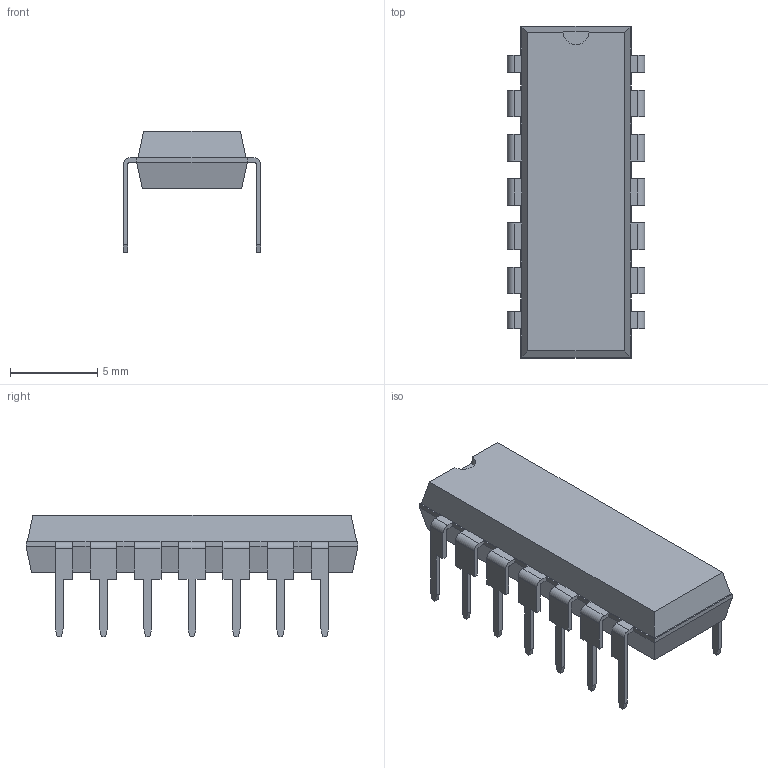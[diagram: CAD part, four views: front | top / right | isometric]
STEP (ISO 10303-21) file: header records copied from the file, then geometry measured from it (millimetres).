
FILE_DESCRIPTION(/* description */ ('model of DIP-14_W7.62mm'),/* implementation_level */ '2;1');
FILE_NAME(/* name */ 'DIP-14_W7.62mm.step',/* time_stamp */ '2017-03-07T01:32:18',/* author */ ('kicad StepUp','ksu'),/* organization */ ('FreeCAD'),/* preprocessor_version */ 'OCC',/* originating_system */ 'kicad StepUp',/* authorisation */ '');
FILE_SCHEMA(('AUTOMOTIVE_DESIGN_CC2 { 1 2 10303 214 -1 1 5 4 }'));
Length unit declared in the file: millimetre
Products named in the file (1): DIP-14_W7.62mm
Bounding box: 7.87 x 19.05 x 6.98 mm (x, y, z)
Volume: 386.2 mm3; surface area: 556.6 mm2
Topology: 1 solids, 1 shells, 250 faces, 678 edges, 430 vertices
Faces by surface type: plane 195, cylinder 29, bspline 26
Entity records: 9715 total; most frequent: CARTESIAN_POINT 1753, ORIENTED_EDGE 1356, DIRECTION 1169, EDGE_CURVE 678, LINE 599, VECTOR 599, VERTEX_POINT 430, AXIS2_PLACEMENT_3D 285
